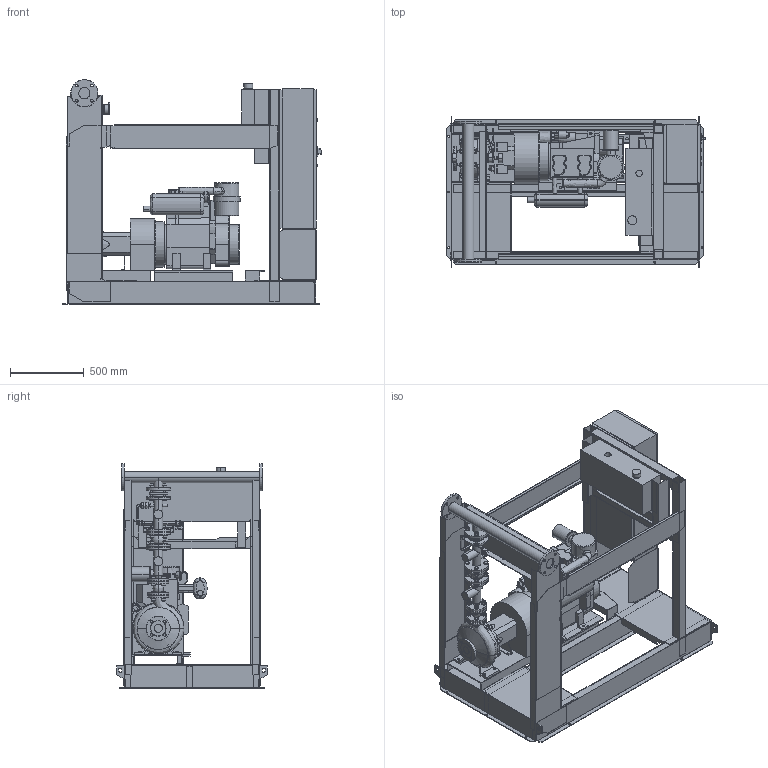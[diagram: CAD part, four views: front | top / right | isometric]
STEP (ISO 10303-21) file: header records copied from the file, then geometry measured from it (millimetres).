
FILE_DESCRIPTION((''),'2;1');
FILE_NAME('3d_Sifire-EN-32_250-235-26.5D-4183794.stp','2015-05-26T10:36:27',(''),(''),'Mechanical Desktop 2009','Mechanical Desktop 2009',', , ');
FILE_SCHEMA(('CONFIG_CONTROL_DESIGN'));
Length unit declared in the file: millimetre
Products named in the file (1): Product
Bounding box: 1754.5 x 1026 x 1527.5 mm (x, y, z)
Volume: 259023832 mm3; surface area: 22515304.6 mm2
Topology: 119 solids, 119 shells, 3164 faces, 7729 edges, 4924 vertices
Faces by surface type: bspline 1358, plane 1061, cylinder 417, cone 280, torus 46, sphere 2
Entity records: 104461 total; most frequent: CARTESIAN_POINT 35173, ORIENTED_EDGE 15442, DIRECTION 12569, EDGE_CURVE 7721, VERTEX_POINT 4921, VECTOR 4603, LINE 4603, AXIS2_PLACEMENT_3D 3983
